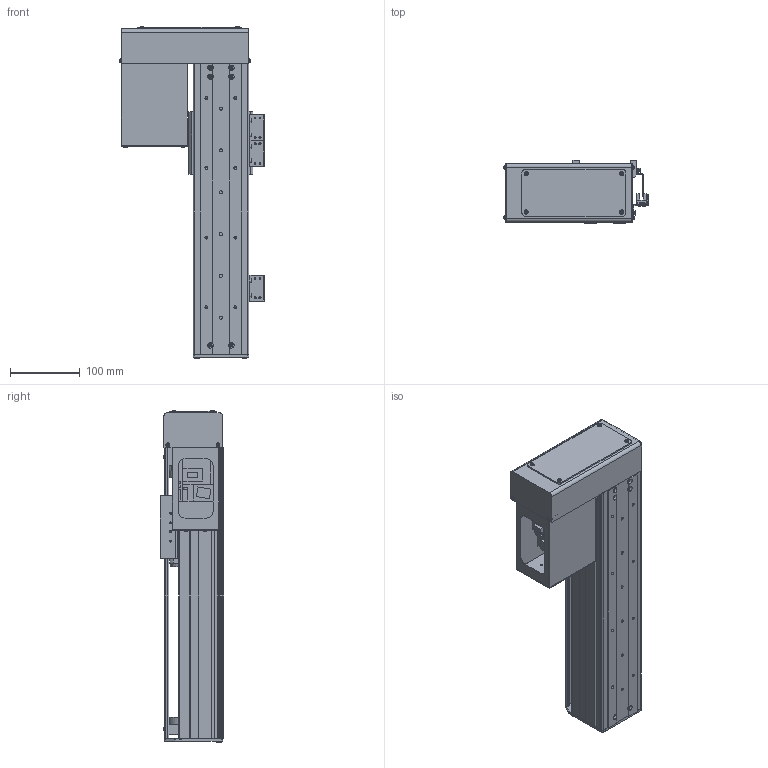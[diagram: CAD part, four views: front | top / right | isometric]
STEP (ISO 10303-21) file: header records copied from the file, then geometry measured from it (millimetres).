
FILE_DESCRIPTION (( 'STEP AP203' ), '1' );
FILE_NAME ('HT080-XX1-PL-200-XX-SR-OF.STEP', '2020-08-03T08:26:54', ( '彌營遵' ), ( '' ), 'SwSTEP 2.0', 'SolidWorks 2013', '' );
FILE_SCHEMA (( 'CONFIG_CONTROL_DESIGN' ));
Length unit declared in the file: millimetre
Products named in the file (30): HT80 PL 唯衛璽; spring lock washer_ks_KS 1324 - M3; HT080 LM BLOCK(HSR20LAUU); SENSOR DOG(HT80); 滲唳hf-kp23_a(x); HT080-XX1-PL-200-XX-SR-OF; bearing cap(X) PL, S 奢辨; HR奢辨 SENSOR BRK; HT80 PL Tension Plate; damper(x) PL, S 奢辨1; EE-SX-674_ル遽; HT80 PR MOTOR CASE; HT80 PL, S Carrier; socket head cap screw_ks_KS 1003 - M3 x 5 x 5-N; HT80 PR MOTOR COVER; HT80 PL BEARING Housing(雖雖); socket head cap screw_ks_KS 1003 - M3 x 10 x 10-N; pan cross head_ks_KS 1023 PC- M3 x 5-N; BALL NUT; HT80 PL BASE(200ST); SENSOR_1; FRONT PLATE ASSY; HT80 PL Front Plate; SENSOR_2; HSR20-RAIL 200ST; HT80 S, PL END Cover; HT80 PL Front Plate Cover-1; socket head cap screw_ks_KS 1003 - M4 x 10 x 10-N; HT80 (P) Bearing Housing(堅薑); HT80 PL Upper Cover
Assembly tree (62 placements, depth 3):
  HT080-XX1-PL-200-XX-SR-OF
    HT80 PL BASE(200ST)
    HSR20-RAIL 200ST
    HT80 (P) Bearing Housing(堅薑)
    HT080 LM BLOCK(HSR20LAUU)
    bearing cap(X) PL, S 奢辨
    damper(x) PL, S 奢辨1  x2
    HT80 PL, S Carrier
    HT80 PL BEARING Housing(雖雖)
    BALL NUT
    FRONT PLATE ASSY
      HT80 PL Front Plate
      HT80 PL Front Plate Cover-1
      HT80 PL 唯衛璽
      滲唳hf-kp23_a(x)
      HT80 PL Tension Plate
      HT80 PR MOTOR CASE
      HT80 PR MOTOR COVER
      pan cross head_ks_KS 1023 PC- M3 x 5-N  x12
    HT80 S, PL END Cover
    HT80 PL Upper Cover
    SENSOR DOG(HT80)
    HT80 PR MOTOR CASE
    HT80 PR MOTOR COVER
    SENSOR_1  x2
      HR奢辨 SENSOR BRK
      EE-SX-674_ル遽
      socket head cap screw_ks_KS 1003 - M3 x 5 x 5-N
      socket head cap screw_ks_KS 1003 - M3 x 10 x 10-N
    SENSOR_2
      HR奢辨 SENSOR BRK
      EE-SX-674_ル遽
      socket head cap screw_ks_KS 1003 - M3 x 5 x 5-N  x2
      socket head cap screw_ks_KS 1003 - M3 x 10 x 10-N  x2
    pan cross head_ks_KS 1023 PC- M3 x 5-N  x4
    socket head cap screw_ks_KS 1003 - M3 x 10 x 10-N  x2
    socket head cap screw_ks_KS 1003 - M4 x 10 x 10-N  x2
    socket head cap screw_ks_KS 1003 - M3 x 5 x 5-N  x2
    spring lock washer_ks_KS 1324 - M3  x2
Bounding box: 206.95 x 90.5 x 476.15 mm (x, y, z)
Volume: 1786748.9 mm3; surface area: 779079 mm2
Topology: 64 solids, 64 shells, 2994 faces, 7494 edges, 4661 vertices
Faces by surface type: plane 1481, cylinder 933, cone 360, torus 172, sphere 32, bspline 16
Entity records: 57537 total; most frequent: CARTESIAN_POINT 9823, DIRECTION 9435, ORIENTED_EDGE 8768, EDGE_CURVE 4384, AXIS2_PLACEMENT_3D 3379, VERTEX_POINT 2857, LINE 2677, VECTOR 2677
